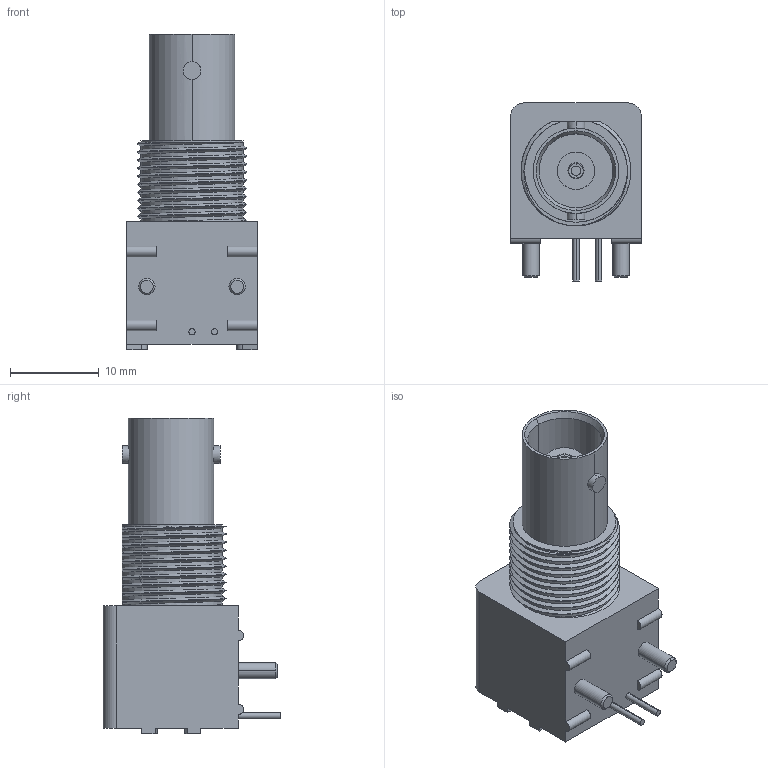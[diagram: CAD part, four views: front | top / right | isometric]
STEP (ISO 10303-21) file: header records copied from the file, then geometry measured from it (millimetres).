
FILE_DESCRIPTION(('STEP AP242'),'1');
FILE_NAME('70084608.stp','2019-11-13T10:19:50',('TraceParts'),('TraceParts S.A.'),'Spatial InterOp 3D',' ',' ');
FILE_SCHEMA(('AP242_MANAGED_MODEL_BASED_3D_ENGINEERING_MIM_LF {1 0 10303 442 1 1 4}'));
Length unit declared in the file: millimetre
Products named in the file (1): 70084608
Bounding box: 14.7 x 20 x 35.5 mm (x, y, z)
Volume: 4319.4 mm3; surface area: 2704 mm2
Topology: 1 solids, 1 shells, 181 faces, 457 edges, 292 vertices
Faces by surface type: cylinder 74, plane 41, bspline 40, cone 18, torus 8
Entity records: 9602 total; most frequent: CARTESIAN_POINT 5477, ORIENTED_EDGE 914, DIRECTION 755, EDGE_CURVE 457, VERTEX_POINT 292, AXIS2_PLACEMENT_3D 280, EDGE_LOOP 197, LINE 195
